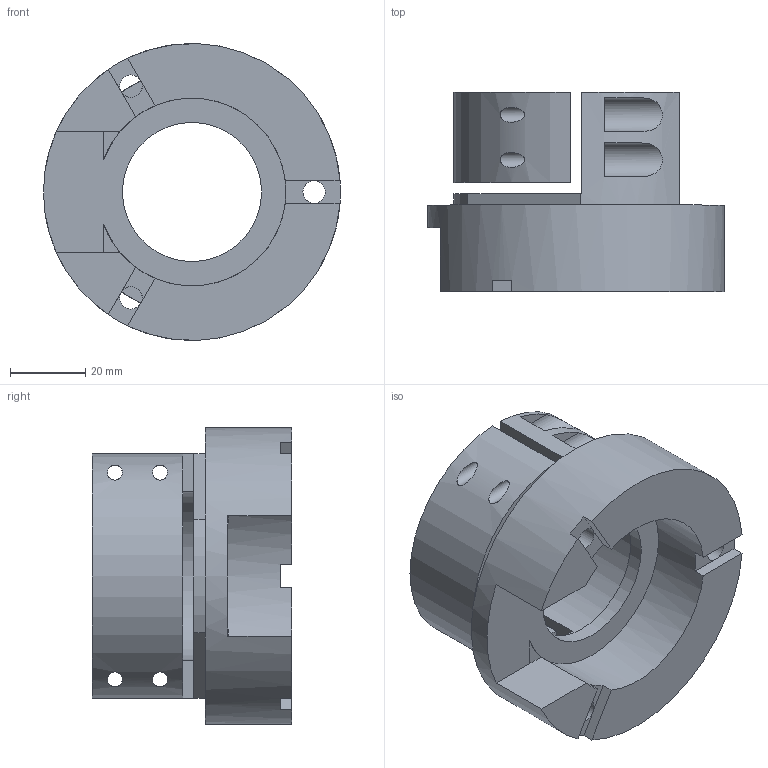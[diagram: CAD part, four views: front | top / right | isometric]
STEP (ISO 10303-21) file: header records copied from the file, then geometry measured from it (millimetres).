
FILE_DESCRIPTION(/* description */ (''),/* implementation_level */ '2;1');
FILE_NAME(/* name */ 'polarization-head-tribrach-adapter.stp',/* author */ ('Jan Olencki')/* preprocessor_version */ 'ST-DEVELOPER v18');
FILE_SCHEMA (('AUTOMOTIVE_DESIGN { 1 0 10303 214 3 1 1 }'));
Length unit declared in the file: millimetre
Products named in the file (1): Polarization head tribrach adapter
Bounding box: 79 x 53 x 79 mm (x, y, z)
Volume: 101008.7 mm3; surface area: 30971 mm2
Topology: 2 solids, 2 shells, 70 faces, 205 edges, 141 vertices
Faces by surface type: plane 44, cylinder 26
Full cylindrical faces by diameter (mm): 4 x4, 4.5 x4, 6 x3, 37 x1, 45 x1, 79 x1
Entity records: 2709 total; most frequent: CARTESIAN_POINT 677, DIRECTION 422, ORIENTED_EDGE 410, EDGE_CURVE 205, AXIS2_PLACEMENT_3D 160, VERTEX_POINT 141, LINE 102, VECTOR 102
